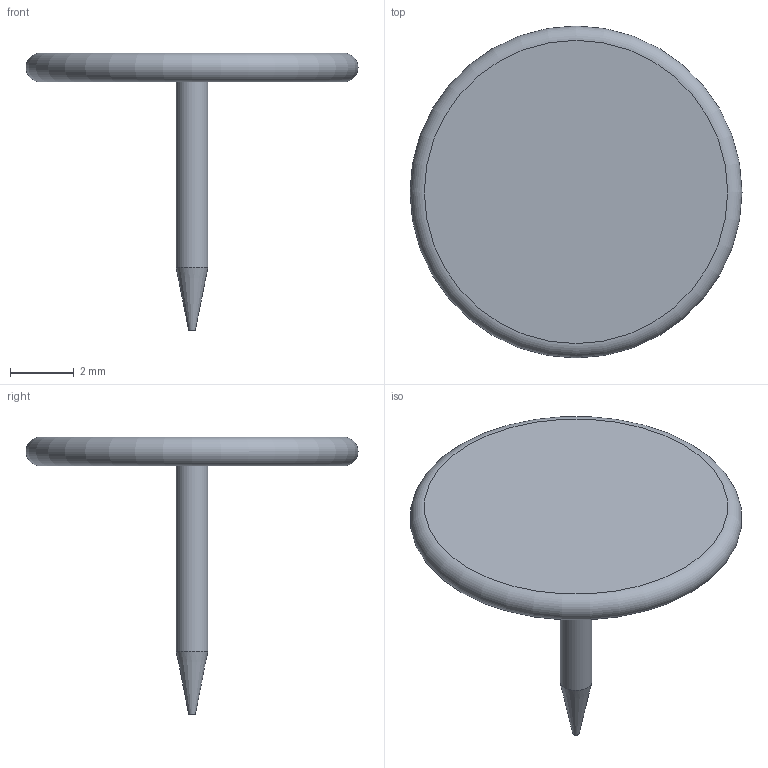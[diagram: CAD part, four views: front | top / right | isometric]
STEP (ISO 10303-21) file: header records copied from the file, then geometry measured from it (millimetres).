
FILE_DESCRIPTION(('FreeCAD Model'),'2;1');
FILE_NAME('pushpin-model-III.step','2017-03-20T09:54:19',(''),('') ,'Open CASCADE STEP processor 6.8','FreeCAD','Unknown');
FILE_SCHEMA(('AUTOMOTIVE_DESIGN_CC2 { 1 2 10303 214 -1 1 5 4 }'));
Length unit declared in the file: millimetre
Products named in the file (3): ASSEMBLY; cover; Pushpin-body
Assembly tree (2 placements, depth 2):
  ASSEMBLY
    cover
    Pushpin-body
Bounding box: 10.4 x 10.4 x 8.7 mm (x, y, z)
Volume: 60.7 mm3; surface area: 395.4 mm2
Topology: 2 solids, 2 shells, 14 faces, 19 edges, 12 vertices
Faces by surface type: plane 7, cylinder 4, cone 2, torus 1
Full cylindrical faces by diameter (mm): 1 x1, 8.9 x1, 9.5 x1, 9.55 x1
Entity records: 611 total; most frequent: DIRECTION 102, CARTESIAN_POINT 88, ORIENTED_EDGE 38, PCURVE 38, DEFINITIONAL_REPRESENTATION 38, LINE 32, VECTOR 32, AXIS2_PLACEMENT_3D 30
